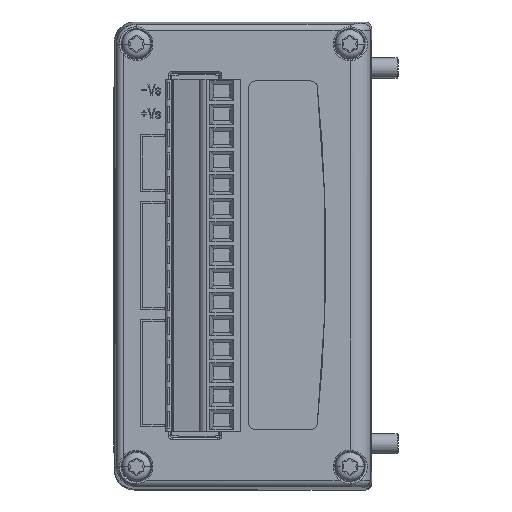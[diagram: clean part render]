
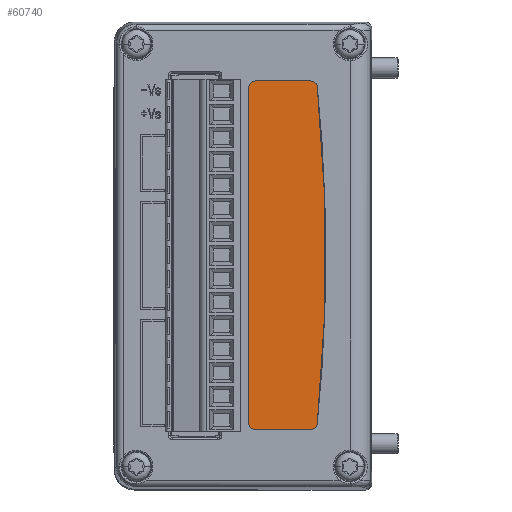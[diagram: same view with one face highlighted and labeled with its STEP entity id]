
A CAD part, top view. The second image highlights one B-rep face of the part: STEP entity #60740.
In plain terms, the highlighted planar face has unit normal (0, 0, 1).
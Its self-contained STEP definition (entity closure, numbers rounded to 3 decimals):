
#222 = VERTEX_POINT ( 'NONE', #39301 ) ;
#1094 = AXIS2_PLACEMENT_3D ( 'NONE', #94792, #35055, #104801 ) ;
#1151 = DIRECTION ( 'NONE',  ( 0., 1., 0. ) ) ;
#3942 = EDGE_CURVE ( 'NONE', #37985, #222, #55618, .T. ) ;
#7495 = CARTESIAN_POINT ( 'NONE',  ( 3.93, -26., 34. ) ) ;
#7525 = VERTEX_POINT ( 'NONE', #8053 ) ;
#8053 = CARTESIAN_POINT ( 'NONE',  ( 3.93, 26., 34. ) ) ;
#10168 = LINE ( 'NONE', #108070, #56517 ) ;
#10731 = ORIENTED_EDGE ( 'NONE', *, *, #3942, .T. ) ;
#11232 = CARTESIAN_POINT ( 'NONE',  ( 12.168, -26., 34. ) ) ;
#17670 = EDGE_CURVE ( 'NONE', #222, #121081, #41914, .T. ) ;
#21674 = DIRECTION ( 'NONE',  ( -1., 0., 0. ) ) ;
#22404 = DIRECTION ( 'NONE',  ( 0., 0., 1. ) ) ;
#23154 = CARTESIAN_POINT ( 'NONE',  ( 12.168, 26., 34. ) ) ;
#25373 = EDGE_CURVE ( 'NONE', #7525, #113987, #68772, .T. ) ;
#28871 = DIRECTION ( 'NONE',  ( 0., -1., 0. ) ) ;
#30101 = LINE ( 'NONE', #41346, #73629 ) ;
#31531 = DIRECTION ( 'NONE',  ( 0., 0., 1. ) ) ;
#35055 = DIRECTION ( 'NONE',  ( 0., 0., 1. ) ) ;
#37985 = VERTEX_POINT ( 'NONE', #11232 ) ;
#39301 = CARTESIAN_POINT ( 'NONE',  ( 13.163, -25.101, 34. ) ) ;
#39328 = CARTESIAN_POINT ( 'NONE',  ( 12.168, -25., 34. ) ) ;
#40629 = CARTESIAN_POINT ( 'NONE',  ( 3.93, -25., 34. ) ) ;
#40810 = CARTESIAN_POINT ( 'NONE',  ( 2.93, 25., 34. ) ) ;
#41346 = CARTESIAN_POINT ( 'NONE',  ( 2.93, -26., 34. ) ) ;
#41914 = CIRCLE ( 'NONE', #1094, 249.209 ) ;
#42677 = CARTESIAN_POINT ( 'NONE',  ( 2.93, -25., 34. ) ) ;
#43710 = ORIENTED_EDGE ( 'NONE', *, *, #55360, .T. ) ;
#45598 = AXIS2_PLACEMENT_3D ( 'NONE', #120202, #60476, #1151 ) ;
#47086 = AXIS2_PLACEMENT_3D ( 'NONE', #39328, #109069, #86774 ) ;
#49678 = CIRCLE ( 'NONE', #76133, 1. ) ;
#50558 = DIRECTION ( 'NONE',  ( 0., 1., 0. ) ) ;
#52522 = EDGE_LOOP ( 'NONE', ( #43710, #74992, #61914, #10731, #58203, #83789, #120749, #79759 ) ) ;
#54981 = EDGE_CURVE ( 'NONE', #117330, #57130, #117511, .T. ) ;
#55360 = EDGE_CURVE ( 'NONE', #113987, #117330, #10168, .T. ) ;
#55618 = CIRCLE ( 'NONE', #47086, 1. ) ;
#56517 = VECTOR ( 'NONE', #28871, 1000. ) ;
#57130 = VERTEX_POINT ( 'NONE', #7495 ) ;
#58203 = ORIENTED_EDGE ( 'NONE', *, *, #17670, .T. ) ;
#58307 = FACE_OUTER_BOUND ( 'NONE', #52522, .T. ) ;
#60476 = DIRECTION ( 'NONE',  ( 0., 0., 1. ) ) ;
#60740 = ADVANCED_FACE ( 'NONE', ( #58307 ), #81989, .T. ) ;
#61490 = CARTESIAN_POINT ( 'NONE',  ( 2.93, 26., 34. ) ) ;
#61914 = ORIENTED_EDGE ( 'NONE', *, *, #68937, .T. ) ;
#66594 = AXIS2_PLACEMENT_3D ( 'NONE', #40629, #110369, #50558 ) ;
#68772 = CIRCLE ( 'NONE', #45598, 1. ) ;
#68937 = EDGE_CURVE ( 'NONE', #57130, #37985, #30101, .T. ) ;
#71635 = EDGE_CURVE ( 'NONE', #121081, #79192, #49678, .T. ) ;
#73138 = VECTOR ( 'NONE', #21674, 1000. ) ;
#73629 = VECTOR ( 'NONE', #120642, 1000. ) ;
#74992 = ORIENTED_EDGE ( 'NONE', *, *, #54981, .T. ) ;
#76133 = AXIS2_PLACEMENT_3D ( 'NONE', #91225, #31531, #101234 ) ;
#76289 = LINE ( 'NONE', #61490, #73138 ) ;
#79192 = VERTEX_POINT ( 'NONE', #23154 ) ;
#79759 = ORIENTED_EDGE ( 'NONE', *, *, #25373, .T. ) ;
#81989 = PLANE ( 'NONE',  #114741 ) ;
#83789 = ORIENTED_EDGE ( 'NONE', *, *, #71635, .T. ) ;
#86774 = DIRECTION ( 'NONE',  ( 0., 1., 0. ) ) ;
#87315 = CARTESIAN_POINT ( 'NONE',  ( 13.163, 25.101, 34. ) ) ;
#91225 = CARTESIAN_POINT ( 'NONE',  ( 12.168, 25., 34. ) ) ;
#92033 = DIRECTION ( 'NONE',  ( 0., 1., 0. ) ) ;
#94792 = CARTESIAN_POINT ( 'NONE',  ( -234.779, 0., 34. ) ) ;
#101234 = DIRECTION ( 'NONE',  ( 0., 1., 0. ) ) ;
#104801 = DIRECTION ( 'NONE',  ( 0., 1., 0. ) ) ;
#108070 = CARTESIAN_POINT ( 'NONE',  ( 2.93, -26., 34. ) ) ;
#109069 = DIRECTION ( 'NONE',  ( 0., 0., 1. ) ) ;
#110369 = DIRECTION ( 'NONE',  ( 0., 0., 1. ) ) ;
#112865 = EDGE_CURVE ( 'NONE', #79192, #7525, #76289, .T. ) ;
#113987 = VERTEX_POINT ( 'NONE', #40810 ) ;
#114741 = AXIS2_PLACEMENT_3D ( 'NONE', #121513, #22404, #92033 ) ;
#117330 = VERTEX_POINT ( 'NONE', #42677 ) ;
#117511 = CIRCLE ( 'NONE', #66594, 1. ) ;
#120202 = CARTESIAN_POINT ( 'NONE',  ( 3.93, 25., 34. ) ) ;
#120642 = DIRECTION ( 'NONE',  ( 1., 0., 0. ) ) ;
#120749 = ORIENTED_EDGE ( 'NONE', *, *, #112865, .T. ) ;
#121081 = VERTEX_POINT ( 'NONE', #87315 ) ;
#121513 = CARTESIAN_POINT ( 'NONE',  ( -234.779, 0., 34. ) ) ;
